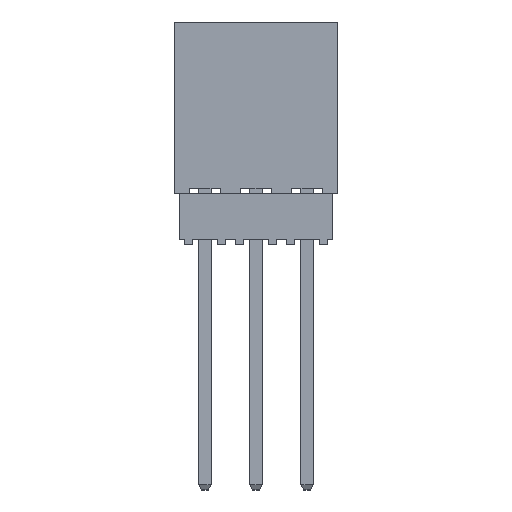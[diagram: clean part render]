
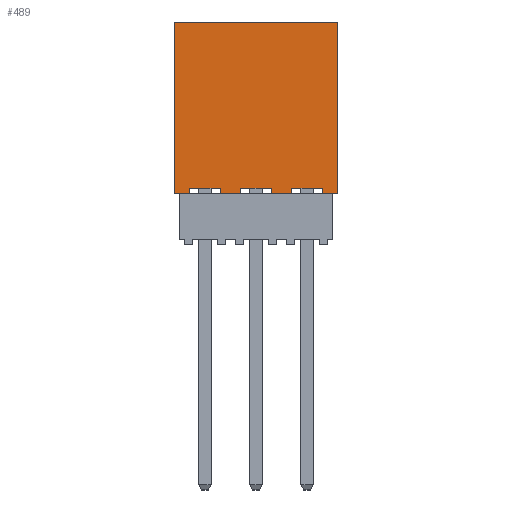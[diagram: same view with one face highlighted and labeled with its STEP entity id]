
A CAD part, top view. The second image highlights one B-rep face of the part: STEP entity #489.
In plain terms, the highlighted planar face has unit normal (0, 0, 1).
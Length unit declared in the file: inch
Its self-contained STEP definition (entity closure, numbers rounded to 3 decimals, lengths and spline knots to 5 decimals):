
#489 = ADVANCED_FACE( '', ( #1143 ), #1144, .F. );
#1143 = FACE_OUTER_BOUND( '', #2003, .T. );
#1144 = PLANE( '', #2004 );
#2003 = EDGE_LOOP( '', ( #3218, #3219, #3220, #3221, #3222, #3223, #3224, #3225, #3226, #3227, #3228, #3229, #3230, #3231, #3232, #3233 ) );
#2004 = AXIS2_PLACEMENT_3D( '', #3234, #3235, #3236 );
#3218 = ORIENTED_EDGE( '', *, *, #5507, .F. );
#3219 = ORIENTED_EDGE( '', *, *, #5508, .T. );
#3220 = ORIENTED_EDGE( '', *, *, #5509, .F. );
#3221 = ORIENTED_EDGE( '', *, *, #5510, .F. );
#3222 = ORIENTED_EDGE( '', *, *, #5511, .T. );
#3223 = ORIENTED_EDGE( '', *, *, #5512, .T. );
#3224 = ORIENTED_EDGE( '', *, *, #5513, .F. );
#3225 = ORIENTED_EDGE( '', *, *, #5514, .F. );
#3226 = ORIENTED_EDGE( '', *, *, #5515, .F. );
#3227 = ORIENTED_EDGE( '', *, *, #5378, .T. );
#3228 = ORIENTED_EDGE( '', *, *, #5255, .F. );
#3229 = ORIENTED_EDGE( '', *, *, #5516, .F. );
#3230 = ORIENTED_EDGE( '', *, *, #5517, .F. );
#3231 = ORIENTED_EDGE( '', *, *, #5518, .T. );
#3232 = ORIENTED_EDGE( '', *, *, #5519, .F. );
#3233 = ORIENTED_EDGE( '', *, *, #5520, .F. );
#3234 = CARTESIAN_POINT( '', ( 0., 0.335, 0.0975 ) );
#3235 = DIRECTION( '', ( 0., 0., -1. ) );
#3236 = DIRECTION( '', ( -1., 0., 0. ) );
#5255 = EDGE_CURVE( '', #6304, #6307, #6308, .T. );
#5378 = EDGE_CURVE( '', #6518, #6307, #6519, .T. );
#5507 = EDGE_CURVE( '', #6732, #6733, #6734, .T. );
#5508 = EDGE_CURVE( '', #6732, #6735, #6736, .T. );
#5509 = EDGE_CURVE( '', #6737, #6735, #6738, .T. );
#5510 = EDGE_CURVE( '', #6739, #6737, #6740, .T. );
#5511 = EDGE_CURVE( '', #6739, #6741, #6742, .T. );
#5512 = EDGE_CURVE( '', #6741, #6743, #6744, .T. );
#5513 = EDGE_CURVE( '', #6745, #6743, #6746, .T. );
#5514 = EDGE_CURVE( '', #6747, #6745, #6748, .T. );
#5515 = EDGE_CURVE( '', #6518, #6747, #6749, .T. );
#5516 = EDGE_CURVE( '', #6750, #6304, #6751, .T. );
#5517 = EDGE_CURVE( '', #6752, #6750, #6753, .T. );
#5518 = EDGE_CURVE( '', #6752, #6754, #6755, .T. );
#5519 = EDGE_CURVE( '', #6756, #6754, #6757, .T. );
#5520 = EDGE_CURVE( '', #6733, #6756, #6758, .T. );
#6304 = VERTEX_POINT( '', #7818 );
#6307 = VERTEX_POINT( '', #7822 );
#6308 = LINE( '', #7823, #7824 );
#6518 = VERTEX_POINT( '', #8134 );
#6519 = LINE( '', #8135, #8136 );
#6732 = VERTEX_POINT( '', #8446 );
#6733 = VERTEX_POINT( '', #8447 );
#6734 = LINE( '', #8448, #8449 );
#6735 = VERTEX_POINT( '', #8450 );
#6736 = LINE( '', #8451, #8452 );
#6737 = VERTEX_POINT( '', #8453 );
#6738 = LINE( '', #8454, #8455 );
#6739 = VERTEX_POINT( '', #8456 );
#6740 = LINE( '', #8457, #8458 );
#6741 = VERTEX_POINT( '', #8459 );
#6742 = LINE( '', #8460, #8461 );
#6743 = VERTEX_POINT( '', #8462 );
#6744 = LINE( '', #8463, #8464 );
#6745 = VERTEX_POINT( '', #8465 );
#6746 = LINE( '', #8466, #8467 );
#6747 = VERTEX_POINT( '', #8468 );
#6748 = LINE( '', #8469, #8470 );
#6749 = LINE( '', #8471, #8472 );
#6750 = VERTEX_POINT( '', #8473 );
#6751 = LINE( '', #8474, #8475 );
#6752 = VERTEX_POINT( '', #8476 );
#6753 = LINE( '', #8477, #8478 );
#6754 = VERTEX_POINT( '', #8479 );
#6755 = LINE( '', #8480, #8481 );
#6756 = VERTEX_POINT( '', #8482 );
#6757 = LINE( '', #8483, #8484 );
#6758 = LINE( '', #8485, #8486 );
#7818 = CARTESIAN_POINT( '', ( 0.13, 0.01, 0.0975 ) );
#7822 = CARTESIAN_POINT( '', ( 0.13, 0., 0.0975 ) );
#7823 = CARTESIAN_POINT( '', ( 0.13, 0.01, 0.0975 ) );
#7824 = VECTOR( '', #9810, 39.37008 );
#8134 = CARTESIAN_POINT( '', ( 0.09, 0., 0.0975 ) );
#8135 = CARTESIAN_POINT( '', ( 0., 0., 0.0975 ) );
#8136 = VECTOR( '', #9911, 39.37008 );
#8446 = CARTESIAN_POINT( '', ( 0.29, 0., 0.0975 ) );
#8447 = CARTESIAN_POINT( '', ( 0.29, 0.01, 0.0975 ) );
#8448 = CARTESIAN_POINT( '', ( 0.29, 0., 0.0975 ) );
#8449 = VECTOR( '', #10021, 39.37008 );
#8450 = CARTESIAN_POINT( '', ( 0.32, 0., 0.0975 ) );
#8451 = CARTESIAN_POINT( '', ( 0., 0., 0.0975 ) );
#8452 = VECTOR( '', #10022, 39.37008 );
#8453 = CARTESIAN_POINT( '', ( 0.32, 0.335, 0.0975 ) );
#8454 = CARTESIAN_POINT( '', ( 0.32, 0.335, 0.0975 ) );
#8455 = VECTOR( '', #10023, 39.37008 );
#8456 = CARTESIAN_POINT( '', ( 0., 0.335, 0.0975 ) );
#8457 = CARTESIAN_POINT( '', ( 0., 0.335, 0.0975 ) );
#8458 = VECTOR( '', #10024, 39.37008 );
#8459 = CARTESIAN_POINT( '', ( 0., 0., 0.0975 ) );
#8460 = CARTESIAN_POINT( '', ( 0., 0.335, 0.0975 ) );
#8461 = VECTOR( '', #10025, 39.37008 );
#8462 = CARTESIAN_POINT( '', ( 0.03, 0., 0.0975 ) );
#8463 = CARTESIAN_POINT( '', ( 0., 0., 0.0975 ) );
#8464 = VECTOR( '', #10026, 39.37008 );
#8465 = CARTESIAN_POINT( '', ( 0.03, 0.01, 0.0975 ) );
#8466 = CARTESIAN_POINT( '', ( 0.03, 0.01, 0.0975 ) );
#8467 = VECTOR( '', #10027, 39.37008 );
#8468 = CARTESIAN_POINT( '', ( 0.09, 0.01, 0.0975 ) );
#8469 = CARTESIAN_POINT( '', ( 0.09, 0.01, 0.0975 ) );
#8470 = VECTOR( '', #10028, 39.37008 );
#8471 = CARTESIAN_POINT( '', ( 0.09, 0., 0.0975 ) );
#8472 = VECTOR( '', #10029, 39.37008 );
#8473 = CARTESIAN_POINT( '', ( 0.19, 0.01, 0.0975 ) );
#8474 = CARTESIAN_POINT( '', ( 0.19, 0.01, 0.0975 ) );
#8475 = VECTOR( '', #10030, 39.37008 );
#8476 = CARTESIAN_POINT( '', ( 0.19, 0., 0.0975 ) );
#8477 = CARTESIAN_POINT( '', ( 0.19, 0., 0.0975 ) );
#8478 = VECTOR( '', #10031, 39.37008 );
#8479 = CARTESIAN_POINT( '', ( 0.23, 0., 0.0975 ) );
#8480 = CARTESIAN_POINT( '', ( 0., 0., 0.0975 ) );
#8481 = VECTOR( '', #10032, 39.37008 );
#8482 = CARTESIAN_POINT( '', ( 0.23, 0.01, 0.0975 ) );
#8483 = CARTESIAN_POINT( '', ( 0.23, 0.01, 0.0975 ) );
#8484 = VECTOR( '', #10033, 39.37008 );
#8485 = CARTESIAN_POINT( '', ( 0.29, 0.01, 0.0975 ) );
#8486 = VECTOR( '', #10034, 39.37008 );
#9810 = DIRECTION( '', ( 0., -1., 0. ) );
#9911 = DIRECTION( '', ( 1., 0., 0. ) );
#10021 = DIRECTION( '', ( 0., 1., 0. ) );
#10022 = DIRECTION( '', ( 1., 0., 0. ) );
#10023 = DIRECTION( '', ( 0., -1., 0. ) );
#10024 = DIRECTION( '', ( 1., 0., 0. ) );
#10025 = DIRECTION( '', ( 0., -1., 0. ) );
#10026 = DIRECTION( '', ( 1., 0., 0. ) );
#10027 = DIRECTION( '', ( 0., -1., 0. ) );
#10028 = DIRECTION( '', ( -1., 0., 0. ) );
#10029 = DIRECTION( '', ( 0., 1., 0. ) );
#10030 = DIRECTION( '', ( -1., 0., 0. ) );
#10031 = DIRECTION( '', ( 0., 1., 0. ) );
#10032 = DIRECTION( '', ( 1., 0., 0. ) );
#10033 = DIRECTION( '', ( 0., -1., 0. ) );
#10034 = DIRECTION( '', ( -1., 0., 0. ) );
